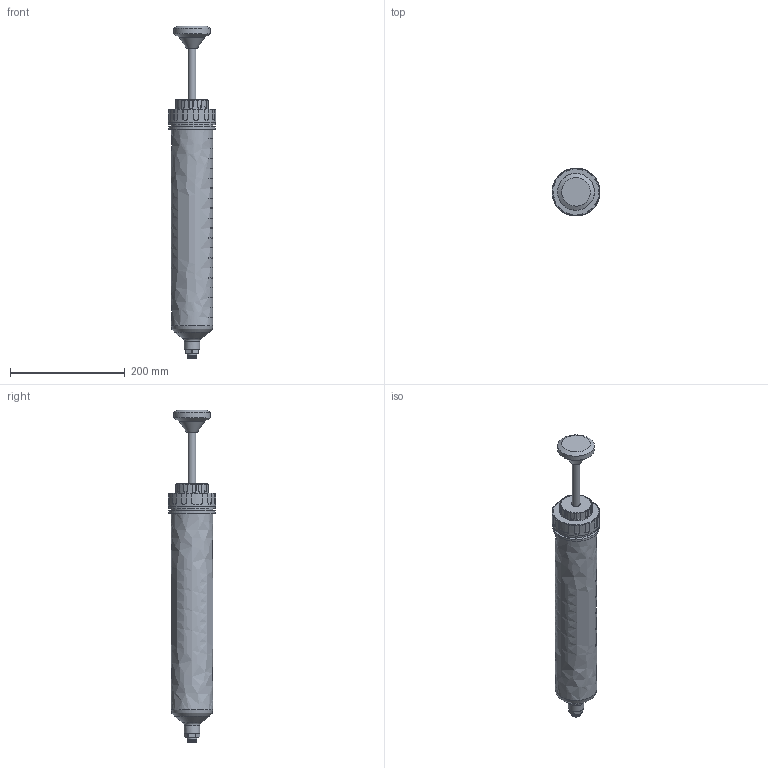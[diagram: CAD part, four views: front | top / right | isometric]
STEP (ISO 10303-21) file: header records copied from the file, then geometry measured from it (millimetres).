
FILE_DESCRIPTION(('FreeCAD Model'),'2;1');
FILE_NAME('Open CASCADE Shape Model','2025-05-02T14:15:23',('FreeCAD'),( 'FreeCAD'),'Open CASCADE STEP processor 7.6','FreeCAD','Unknown');
FILE_SCHEMA(('AUTOMOTIVE_DESIGN { 1 0 10303 214 1 1 1 1 }'));
Products named in the file (1): Open CASCADE STEP translator 7.6 1
Bounding box: 83.49 x 83.46 x 578.65 mm (x, y, z)
Volume: 689663.2 mm3; surface area: 295562.3 mm2
Topology: 10 solids, 10 shells, 1642 faces, 4574 edges, 3011 vertices
Faces by surface type: bspline 1642
Entity records: 91033 total; most frequent: CARTESIAN_POINT 64167, ORIENTED_EDGE 9148, EDGE_CURVE 4574, B_SPLINE_CURVE_WITH_KNOTS 3711, VERTEX_POINT 3011, FACE_BOUND 1713, EDGE_LOOP 1713, ADVANCED_FACE 1642
